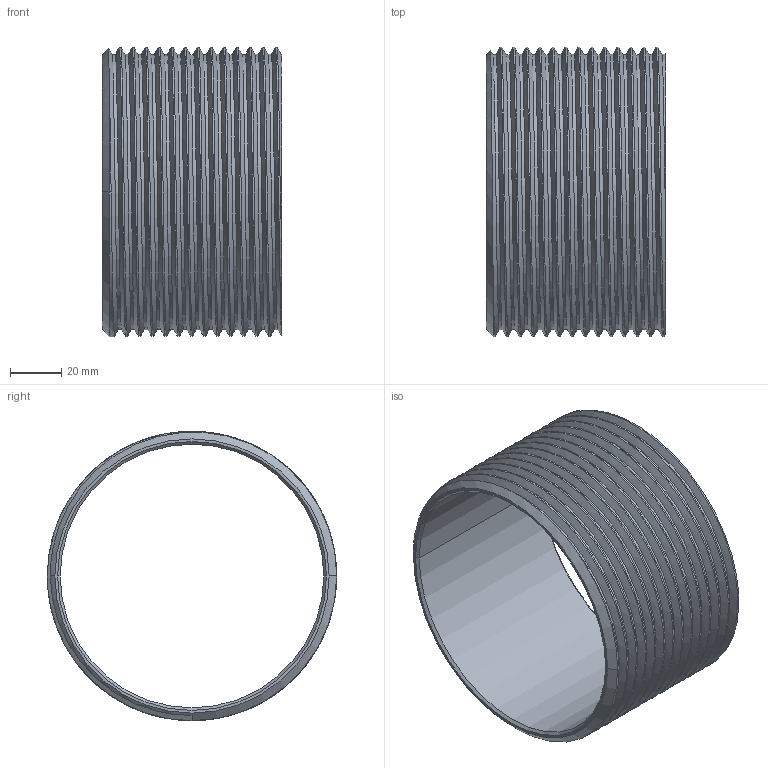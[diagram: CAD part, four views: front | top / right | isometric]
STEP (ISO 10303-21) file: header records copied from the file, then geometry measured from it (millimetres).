
FILE_DESCRIPTION (( 'STEP AP203' ), '1' );
FILE_NAME ('3D_R206_4_17141260.STEP', '2024-11-25T07:29:14', ( '' ), ( '' ), 'SwSTEP 2.0', 'SolidWorks 2023', '' );
FILE_SCHEMA (( 'CONFIG_CONTROL_DESIGN' ));
Length unit declared in the file: millimetre
Products named in the file (1): 3D_R206_4_17141260
Bounding box: 70 x 113 x 113 mm (x, y, z)
Volume: 80431.4 mm3; surface area: 63271.9 mm2
Topology: 1 solids, 1 shells, 43 faces, 118 edges, 77 vertices
Faces by surface type: cylinder 30, cone 6, plane 4, bspline 3
Entity records: 11235 total; most frequent: CARTESIAN_POINT 10225, ORIENTED_EDGE 236, DIRECTION 146, EDGE_CURVE 118, VERTEX_POINT 77, AXIS2_PLACEMENT_3D 54, EDGE_LOOP 45, ADVANCED_FACE 43
